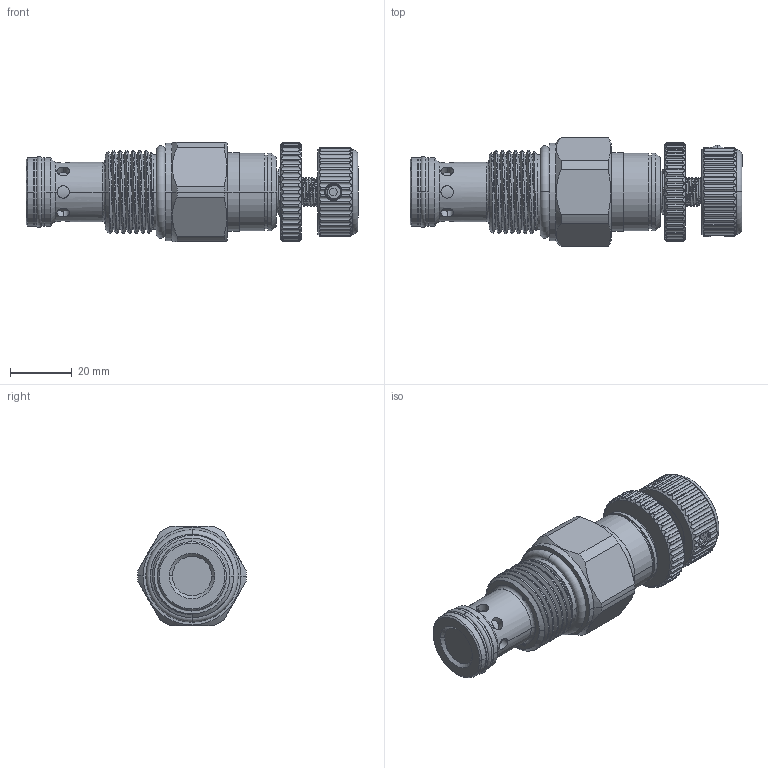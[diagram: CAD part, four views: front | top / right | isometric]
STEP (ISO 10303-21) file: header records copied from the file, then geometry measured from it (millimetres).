
FILE_DESCRIPTION (( 'STEP AP203' ), '1' );
FILE_NAME ('RP12W26-K.STEP', '2024-04-22T08:34:22', ( '' ), ( '' ), 'SwSTEP 2.0', 'SolidWorks 2018', '' );
FILE_SCHEMA (( 'CONFIG_CONTROL_DESIGN' ));
Products named in the file (1): RP12W26-K
Bounding box: 107.29 x 35.1 x 32.2 mm (x, y, z)
Volume: 56440.8 mm3; surface area: 15290.3 mm2
Topology: 2 solids, 5 shells, 593 faces, 1585 edges, 1028 vertices
Faces by surface type: cylinder 362, plane 141, cone 42, torus 24, bspline 20, sphere 4
Entity records: 30818 total; most frequent: CARTESIAN_POINT 16695, ORIENTED_EDGE 3146, DIRECTION 2684, EDGE_CURVE 1573, VERTEX_POINT 1028, AXIS2_PLACEMENT_3D 1022, LINE 640, VECTOR 640
